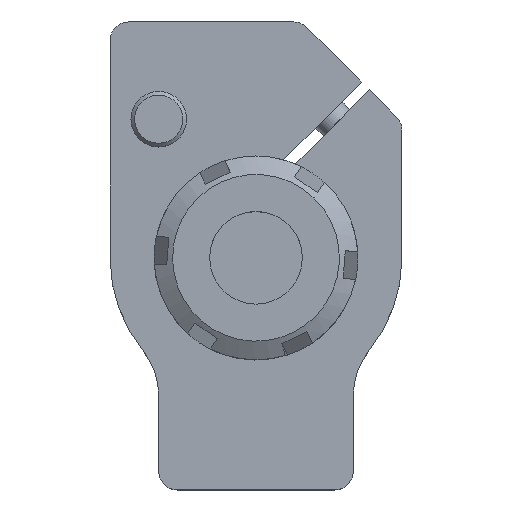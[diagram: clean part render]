
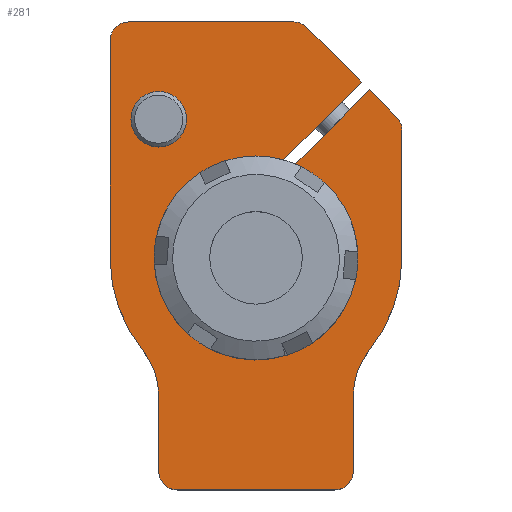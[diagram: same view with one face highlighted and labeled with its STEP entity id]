
A CAD part, top view. The second image highlights one B-rep face of the part: STEP entity #281.
In plain terms, the highlighted planar face has unit normal (0, 0, 1).
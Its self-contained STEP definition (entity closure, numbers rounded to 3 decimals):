
#95=FACE_BOUND('',#432,.T.);
#96=FACE_BOUND('',#433,.T.);
#131=LINE('',#1504,#199);
#135=LINE('',#1513,#203);
#139=LINE('',#1529,#207);
#144=LINE('',#1540,#212);
#148=LINE('',#1549,#216);
#150=LINE('',#1555,#218);
#152=LINE('',#1560,#220);
#155=LINE('',#1566,#223);
#160=LINE('',#1577,#228);
#164=LINE('',#1593,#232);
#199=VECTOR('',#1205,1.);
#203=VECTOR('',#1211,1.);
#207=VECTOR('',#1229,1.);
#212=VECTOR('',#1236,1.);
#216=VECTOR('',#1242,1.);
#218=VECTOR('',#1248,1.);
#220=VECTOR('',#1254,1.);
#223=VECTOR('',#1259,1.);
#228=VECTOR('',#1266,1.);
#232=VECTOR('',#1284,1.);
#281=ADVANCED_FACE('',(#95,#96),#337,.T.);
#337=PLANE('',#1102);
#432=EDGE_LOOP('',(#588));
#433=EDGE_LOOP('',(#589,#590,#591,#592,#593,#594,#595,#596,#597,#598,#599,
#600,#601,#602,#603,#604,#605,#606,#607,#608));
#588=ORIENTED_EDGE('',*,*,#931,.F.);
#589=ORIENTED_EDGE('',*,*,#914,.F.);
#590=ORIENTED_EDGE('',*,*,#932,.T.);
#591=ORIENTED_EDGE('',*,*,#909,.F.);
#592=ORIENTED_EDGE('',*,*,#906,.F.);
#593=ORIENTED_EDGE('',*,*,#866,.F.);
#594=ORIENTED_EDGE('',*,*,#903,.F.);
#595=ORIENTED_EDGE('',*,*,#900,.F.);
#596=ORIENTED_EDGE('',*,*,#933,.T.);
#597=ORIENTED_EDGE('',*,*,#896,.F.);
#598=ORIENTED_EDGE('',*,*,#934,.T.);
#599=ORIENTED_EDGE('',*,*,#891,.F.);
#600=ORIENTED_EDGE('',*,*,#888,.F.);
#601=ORIENTED_EDGE('',*,*,#885,.F.);
#602=ORIENTED_EDGE('',*,*,#883,.F.);
#603=ORIENTED_EDGE('',*,*,#935,.T.);
#604=ORIENTED_EDGE('',*,*,#879,.F.);
#605=ORIENTED_EDGE('',*,*,#936,.T.);
#606=ORIENTED_EDGE('',*,*,#922,.F.);
#607=ORIENTED_EDGE('',*,*,#919,.F.);
#608=ORIENTED_EDGE('',*,*,#916,.F.);
#767=VERTEX_POINT('',#1473);
#768=VERTEX_POINT('',#1475);
#778=VERTEX_POINT('',#1503);
#779=VERTEX_POINT('',#1505);
#782=VERTEX_POINT('',#1512);
#783=VERTEX_POINT('',#1514);
#784=VERTEX_POINT('',#1518);
#786=VERTEX_POINT('',#1524);
#788=VERTEX_POINT('',#1530);
#792=VERTEX_POINT('',#1539);
#793=VERTEX_POINT('',#1541);
#796=VERTEX_POINT('',#1548);
#797=VERTEX_POINT('',#1550);
#800=VERTEX_POINT('',#1561);
#802=VERTEX_POINT('',#1567);
#806=VERTEX_POINT('',#1576);
#807=VERTEX_POINT('',#1578);
#808=VERTEX_POINT('',#1582);
#810=VERTEX_POINT('',#1588);
#812=VERTEX_POINT('',#1594);
#815=VERTEX_POINT('',#1608);
#866=EDGE_CURVE('',#767,#768,#1004,.T.);
#879=EDGE_CURVE('',#778,#779,#131,.T.);
#883=EDGE_CURVE('',#782,#783,#135,.T.);
#885=EDGE_CURVE('',#783,#784,#1010,.T.);
#888=EDGE_CURVE('',#784,#786,#1012,.T.);
#891=EDGE_CURVE('',#786,#788,#139,.T.);
#896=EDGE_CURVE('',#792,#793,#144,.T.);
#900=EDGE_CURVE('',#796,#797,#148,.T.);
#903=EDGE_CURVE('',#797,#767,#150,.T.);
#906=EDGE_CURVE('',#768,#800,#152,.T.);
#909=EDGE_CURVE('',#800,#802,#155,.T.);
#914=EDGE_CURVE('',#806,#807,#160,.T.);
#916=EDGE_CURVE('',#807,#808,#1016,.T.);
#919=EDGE_CURVE('',#808,#810,#1018,.T.);
#922=EDGE_CURVE('',#810,#812,#164,.T.);
#931=EDGE_CURVE('',#815,#815,#1026,.T.);
#932=EDGE_CURVE('',#806,#802,#1027,.T.);
#933=EDGE_CURVE('',#796,#793,#1028,.T.);
#934=EDGE_CURVE('',#792,#788,#1029,.T.);
#935=EDGE_CURVE('',#782,#779,#1030,.T.);
#936=EDGE_CURVE('',#778,#812,#1031,.T.);
#1004=CIRCLE('',#1053,10.);
#1010=CIRCLE('',#1067,8.);
#1012=CIRCLE('',#1070,15.75);
#1016=CIRCLE('',#1082,15.75);
#1018=CIRCLE('',#1085,8.);
#1026=CIRCLE('',#1096,3.);
#1027=CIRCLE('',#1097,2.);
#1028=CIRCLE('',#1098,2.);
#1029=CIRCLE('',#1099,2.);
#1030=CIRCLE('',#1100,2.);
#1031=CIRCLE('',#1101,2.);
#1053=AXIS2_PLACEMENT_3D('',#1474,#1174,#1175);
#1067=AXIS2_PLACEMENT_3D('',#1517,#1215,#1216);
#1070=AXIS2_PLACEMENT_3D('',#1523,#1222,#1223);
#1082=AXIS2_PLACEMENT_3D('',#1581,#1270,#1271);
#1085=AXIS2_PLACEMENT_3D('',#1587,#1277,#1278);
#1096=AXIS2_PLACEMENT_3D('',#1607,#1303,#1304);
#1097=AXIS2_PLACEMENT_3D('',#1609,#1305,#1306);
#1098=AXIS2_PLACEMENT_3D('',#1610,#1307,#1308);
#1099=AXIS2_PLACEMENT_3D('',#1611,#1309,#1310);
#1100=AXIS2_PLACEMENT_3D('',#1612,#1311,#1312);
#1101=AXIS2_PLACEMENT_3D('',#1613,#1313,#1314);
#1102=AXIS2_PLACEMENT_3D('',#1614,#1315,#1316);
#1174=DIRECTION('',(0.,0.,1.));
#1175=DIRECTION('',(-1.,0.,0.));
#1205=DIRECTION('',(-1.,0.,0.));
#1211=DIRECTION('',(0.,1.,0.));
#1215=DIRECTION('',(0.,0.,1.));
#1216=DIRECTION('',(-1.,0.,0.));
#1222=DIRECTION('',(0.,0.,-1.));
#1223=DIRECTION('',(-1.,0.,0.));
#1229=DIRECTION('',(0.,1.,0.));
#1236=DIRECTION('',(1.,0.,0.));
#1242=DIRECTION('',(0.707,-0.707,0.));
#1248=DIRECTION('',(-0.707,-0.707,0.));
#1254=DIRECTION('',(0.707,0.707,0.));
#1259=DIRECTION('',(0.707,-0.707,0.));
#1266=DIRECTION('',(0.,-1.,0.));
#1270=DIRECTION('',(0.,0.,-1.));
#1271=DIRECTION('',(-1.,0.,0.));
#1277=DIRECTION('',(0.,0.,1.));
#1278=DIRECTION('',(-1.,0.,0.));
#1284=DIRECTION('',(0.,-1.,0.));
#1303=DIRECTION('',(0.,0.,1.));
#1304=DIRECTION('',(1.,0.,0.));
#1305=DIRECTION('',(0.,0.,1.));
#1306=DIRECTION('',(1.,0.,0.));
#1307=DIRECTION('',(0.,0.,1.));
#1308=DIRECTION('',(1.,0.,0.));
#1309=DIRECTION('',(0.,0.,1.));
#1310=DIRECTION('',(1.,0.,0.));
#1311=DIRECTION('',(0.,0.,1.));
#1312=DIRECTION('',(1.,0.,0.));
#1313=DIRECTION('',(0.,0.,1.));
#1314=DIRECTION('',(1.,0.,0.));
#1315=DIRECTION('',(0.,0.,1.));
#1316=DIRECTION('',(1.,0.,0.));
#1473=CARTESIAN_POINT('',(2.133,9.77,0.));
#1474=CARTESIAN_POINT('',(0.,0.,0.));
#1475=CARTESIAN_POINT('',(3.447,9.387,0.));
#1503=CARTESIAN_POINT('',(8.5,-25.,0.));
#1504=CARTESIAN_POINT('',(10.5,-25.,0.));
#1505=CARTESIAN_POINT('',(-8.5,-25.,0.));
#1512=CARTESIAN_POINT('',(-10.5,-23.,0.));
#1513=CARTESIAN_POINT('',(-10.5,-25.,0.));
#1514=CARTESIAN_POINT('',(-10.5,-14.893,0.));
#1517=CARTESIAN_POINT('',(-18.5,-14.893,0.));
#1518=CARTESIAN_POINT('',(-12.268,-9.877,0.));
#1523=CARTESIAN_POINT('',(0.,0.,0.));
#1524=CARTESIAN_POINT('',(-15.75,0.,0.));
#1529=CARTESIAN_POINT('',(-15.75,0.,0.));
#1530=CARTESIAN_POINT('',(-15.75,23.5,0.));
#1539=CARTESIAN_POINT('',(-13.75,25.5,0.));
#1540=CARTESIAN_POINT('',(-15.75,25.5,0.));
#1541=CARTESIAN_POINT('',(4.077,25.5,0.));
#1548=CARTESIAN_POINT('',(5.491,24.914,0.));
#1549=CARTESIAN_POINT('',(4.906,25.5,0.));
#1550=CARTESIAN_POINT('',(11.384,19.021,0.));
#1555=CARTESIAN_POINT('',(11.384,19.021,0.));
#1560=CARTESIAN_POINT('',(3.447,9.387,0.));
#1561=CARTESIAN_POINT('',(12.233,18.173,0.));
#1566=CARTESIAN_POINT('',(12.233,18.173,0.));
#1567=CARTESIAN_POINT('',(15.164,15.241,0.));
#1576=CARTESIAN_POINT('',(15.75,13.827,0.));
#1577=CARTESIAN_POINT('',(15.75,14.656,0.));
#1578=CARTESIAN_POINT('',(15.75,0.,0.));
#1581=CARTESIAN_POINT('',(0.,0.,0.));
#1582=CARTESIAN_POINT('',(12.268,-9.877,0.));
#1587=CARTESIAN_POINT('',(18.5,-14.893,0.));
#1588=CARTESIAN_POINT('',(10.5,-14.893,0.));
#1593=CARTESIAN_POINT('',(10.5,-14.893,0.));
#1594=CARTESIAN_POINT('',(10.5,-23.,0.));
#1607=CARTESIAN_POINT('',(-10.5,15.,0.));
#1608=CARTESIAN_POINT('',(-7.5,15.,0.));
#1609=CARTESIAN_POINT('',(13.75,13.827,0.));
#1610=CARTESIAN_POINT('',(4.077,23.5,0.));
#1611=CARTESIAN_POINT('',(-13.75,23.5,0.));
#1612=CARTESIAN_POINT('',(-8.5,-23.,0.));
#1613=CARTESIAN_POINT('',(8.5,-23.,0.));
#1614=CARTESIAN_POINT('',(-18.5,-14.893,0.));
